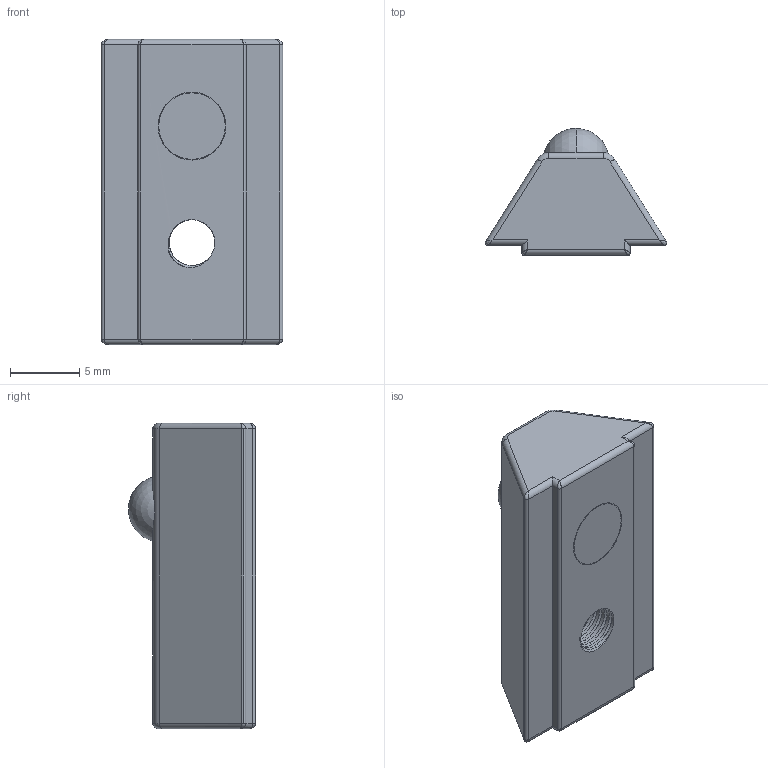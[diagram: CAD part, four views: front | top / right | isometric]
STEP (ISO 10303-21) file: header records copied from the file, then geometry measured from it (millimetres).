
FILE_DESCRIPTION (( 'STEP AP214' ), '1' );
FILE_NAME ('3011-301.STEP', '2024-09-06T11:55:47', ( '' ), ( '' ), 'SwSTEP 2.0', 'SolidWorks 2022', '' );
FILE_SCHEMA (( 'AUTOMOTIVE_DESIGN' ));
Length unit declared in the file: millimetre
Products named in the file (1): 3011-301
Bounding box: 13.08 x 9.16 x 22 mm (x, y, z)
Volume: 1427.2 mm3; surface area: 1244.2 mm2
Topology: 3 solids, 3 shells, 104 faces, 265 edges, 157 vertices
Faces by surface type: cylinder 64, plane 21, bspline 11, torus 6, sphere 2
Entity records: 5148 total; most frequent: CARTESIAN_POINT 2929, ORIENTED_EDGE 504, DIRECTION 406, EDGE_CURVE 252, VERTEX_POINT 154, AXIS2_PLACEMENT_3D 151, EDGE_LOOP 108, VECTOR 104
